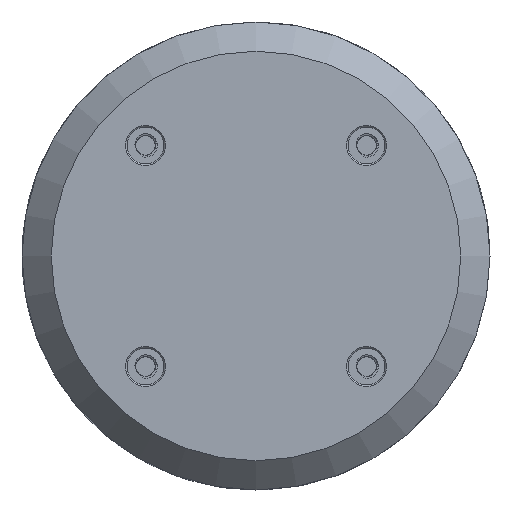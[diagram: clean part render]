
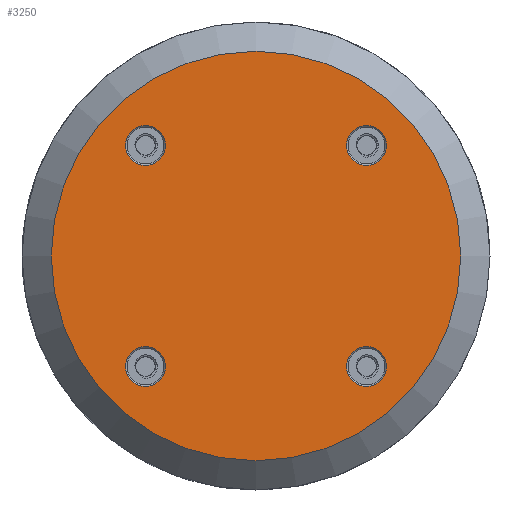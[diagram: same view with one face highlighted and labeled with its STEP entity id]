
A CAD part, left-side view. The second image highlights one B-rep face of the part: STEP entity #3250.
In plain terms, the highlighted planar face has unit normal (-1, 0, 0).
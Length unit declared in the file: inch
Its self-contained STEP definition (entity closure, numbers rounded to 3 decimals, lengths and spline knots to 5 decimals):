
#25=PLANE('',#3477);
#55=FACE_BOUND('',#423,.T.);
#56=FACE_BOUND('',#424,.T.);
#57=FACE_BOUND('',#425,.T.);
#58=FACE_BOUND('',#426,.T.);
#226=FACE_OUTER_BOUND('',#422,.T.);
#422=EDGE_LOOP('',(#2753));
#423=EDGE_LOOP('',(#2754));
#424=EDGE_LOOP('',(#2755));
#425=EDGE_LOOP('',(#2756));
#426=EDGE_LOOP('',(#2757));
#523=CIRCLE('',#3474,3.5);
#524=CIRCLE('',#3478,0.34252);
#525=CIRCLE('',#3479,0.34252);
#526=CIRCLE('',#3480,0.34252);
#527=CIRCLE('',#3481,0.34252);
#1424=VERTEX_POINT('',#18115);
#1425=VERTEX_POINT('',#18122);
#1426=VERTEX_POINT('',#18124);
#1427=VERTEX_POINT('',#18126);
#1428=VERTEX_POINT('',#18128);
#1890=EDGE_CURVE('',#1424,#1424,#523,.T.);
#1893=EDGE_CURVE('',#1425,#1425,#524,.T.);
#1894=EDGE_CURVE('',#1426,#1426,#525,.T.);
#1895=EDGE_CURVE('',#1427,#1427,#526,.T.);
#1896=EDGE_CURVE('',#1428,#1428,#527,.T.);
#2753=ORIENTED_EDGE('',*,*,#1890,.F.);
#2754=ORIENTED_EDGE('',*,*,#1893,.F.);
#2755=ORIENTED_EDGE('',*,*,#1894,.F.);
#2756=ORIENTED_EDGE('',*,*,#1895,.F.);
#2757=ORIENTED_EDGE('',*,*,#1896,.F.);
#3250=ADVANCED_FACE('',(#226,#55,#56,#57,#58),#25,.F.);
#3474=AXIS2_PLACEMENT_3D('',#18117,#3992,#3993);
#3477=AXIS2_PLACEMENT_3D('',#18121,#3999,#4000);
#3478=AXIS2_PLACEMENT_3D('',#18123,#4001,#4002);
#3479=AXIS2_PLACEMENT_3D('',#18125,#4003,#4004);
#3480=AXIS2_PLACEMENT_3D('',#18127,#4005,#4006);
#3481=AXIS2_PLACEMENT_3D('',#18129,#4007,#4008);
#3992=DIRECTION('center_axis',(1.,0.,0.));
#3993=DIRECTION('ref_axis',(0.,1.,0.));
#3999=DIRECTION('center_axis',(1.,0.,0.));
#4000=DIRECTION('ref_axis',(0.,1.,0.));
#4001=DIRECTION('center_axis',(-1.,0.,0.));
#4002=DIRECTION('ref_axis',(0.,1.,0.));
#4003=DIRECTION('center_axis',(-1.,0.,0.));
#4004=DIRECTION('ref_axis',(0.,1.,0.));
#4005=DIRECTION('center_axis',(-1.,0.,0.));
#4006=DIRECTION('ref_axis',(0.,1.,0.));
#4007=DIRECTION('center_axis',(-1.,0.,0.));
#4008=DIRECTION('ref_axis',(0.,1.,0.));
#18115=CARTESIAN_POINT('',(4.81118,-6.01931,2.41476));
#18117=CARTESIAN_POINT('Origin',(4.81118,-2.51931,2.41476));
#18121=CARTESIAN_POINT('Origin',(4.81118,-2.51931,2.41476));
#18122=CARTESIAN_POINT('',(4.81118,-4.75159,0.525));
#18123=CARTESIAN_POINT('Origin',(4.81118,-4.40907,0.525));
#18124=CARTESIAN_POINT('',(4.81118,-0.97206,4.30453));
#18125=CARTESIAN_POINT('Origin',(4.81118,-0.62954,4.30453));
#18126=CARTESIAN_POINT('',(4.81118,-4.75159,4.30453));
#18127=CARTESIAN_POINT('Origin',(4.81118,-4.40907,4.30453));
#18128=CARTESIAN_POINT('',(4.81118,-0.97206,0.525));
#18129=CARTESIAN_POINT('Origin',(4.81118,-0.62954,0.525));
